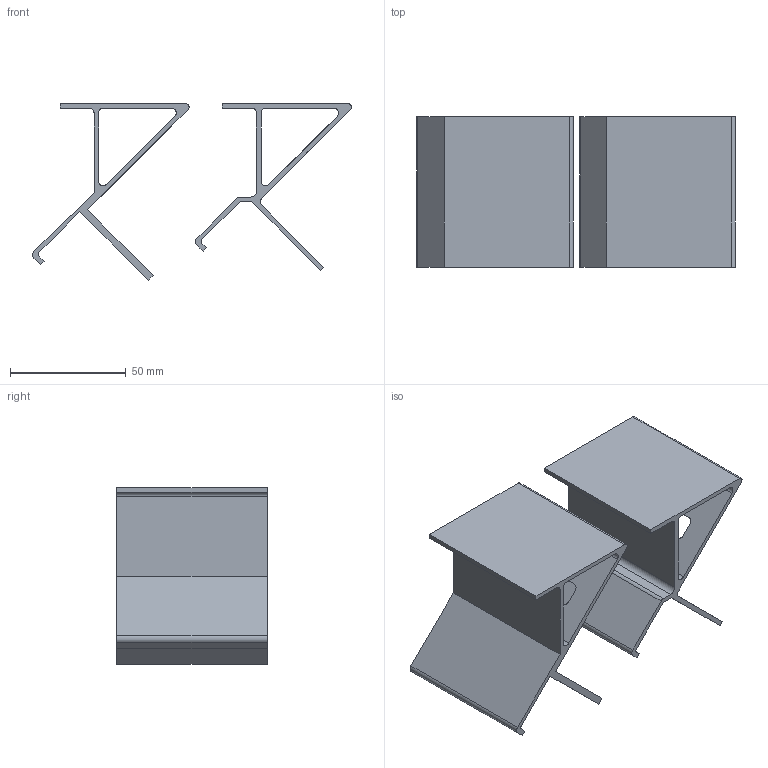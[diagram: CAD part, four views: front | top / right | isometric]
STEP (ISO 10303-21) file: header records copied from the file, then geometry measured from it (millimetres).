
FILE_DESCRIPTION(/* description */ (''),/* implementation_level */ '2;1');
FILE_NAME(/* name */ 'b25a17d1-b921-464d-a53d-802a3bcc58ac.stp',/* time_stamp */ '2018-06-19T02:50:04+00:00',/* author */ (''),/* organization */ (''),/* preprocessor_version */ 'ST-DEVELOPER v17',/* originating_system */ 'Autodesk Translation Framework v7.1.0.215',/* authorisation */ '');
FILE_SCHEMA (('AUTOMOTIVE_DESIGN { 1 0 10303 214 3 1 1 }'));
Length unit declared in the file: millimetre
Products named in the file (1): 45 deg stand
Bounding box: 137.44 x 65 x 76.17 mm (x, y, z)
Volume: 63168.5 mm3; surface area: 58789 mm2
Topology: 2 solids, 2 shells, 87 faces, 249 edges, 166 vertices
Faces by surface type: plane 54, cylinder 33
Entity records: 2905 total; most frequent: CARTESIAN_POINT 503, ORIENTED_EDGE 498, DIRECTION 491, EDGE_CURVE 249, LINE 183, VECTOR 183, VERTEX_POINT 166, AXIS2_PLACEMENT_3D 154
